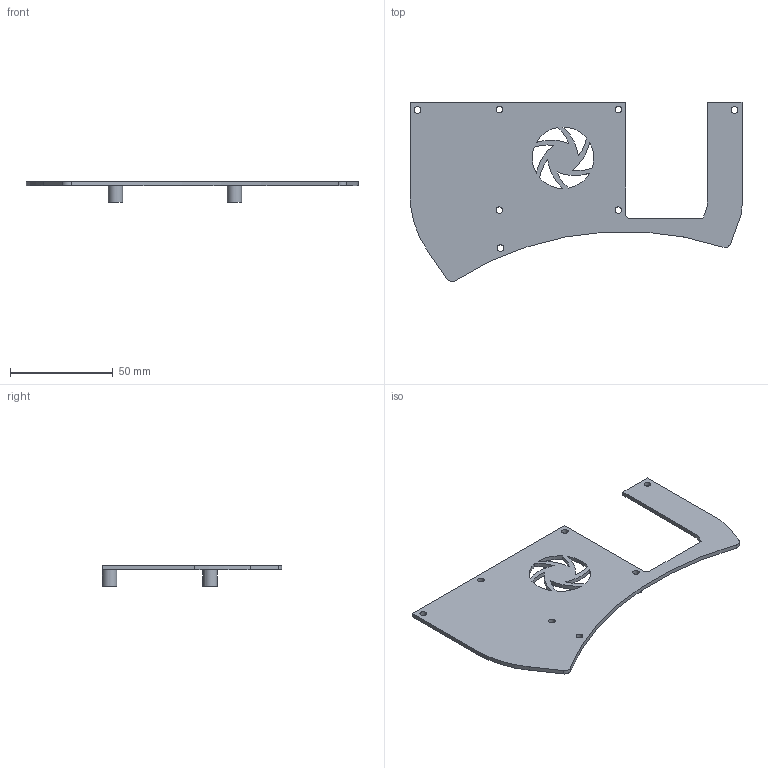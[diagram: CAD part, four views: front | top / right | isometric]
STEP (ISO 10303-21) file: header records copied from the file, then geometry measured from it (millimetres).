
FILE_DESCRIPTION(('FreeCAD Model'),'2;1');
FILE_NAME('Open CASCADE Shape Model','2024-11-13T18:28:19',(''),(''), 'Open CASCADE STEP processor 7.7','FreeCAD','Unknown');
FILE_SCHEMA(('AUTOMOTIVE_DESIGN { 1 0 10303 214 1 1 1 1 }'));
Length unit declared in the file: millimetre
Products named in the file (1): 5-base-cover--green-shield
Bounding box: 161.82 x 87.36 x 10 mm (x, y, z)
Volume: 18044.6 mm3; surface area: 19860.3 mm2
Topology: 1 solids, 1 shells, 52 faces, 141 edges, 92 vertices
Faces by surface type: cylinder 36, plane 16
Full cylindrical faces by diameter (mm): 3.2 x7, 7 x4
Entity records: 1749 total; most frequent: DIRECTION 321, CARTESIAN_POINT 286, ORIENTED_EDGE 282, EDGE_CURVE 141, AXIS2_PLACEMENT_3D 127, VERTEX_POINT 92, FACE_BOUND 81, EDGE_LOOP 81
